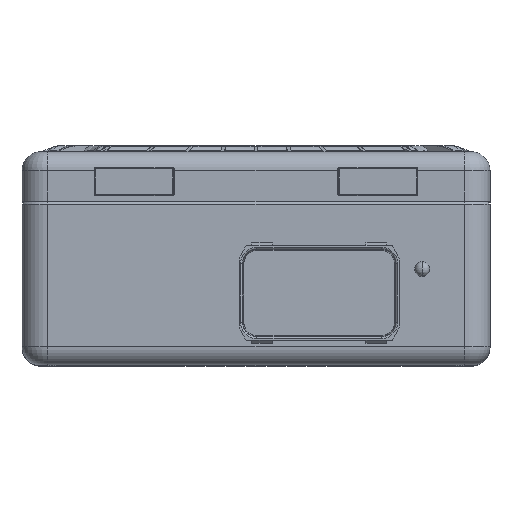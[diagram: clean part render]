
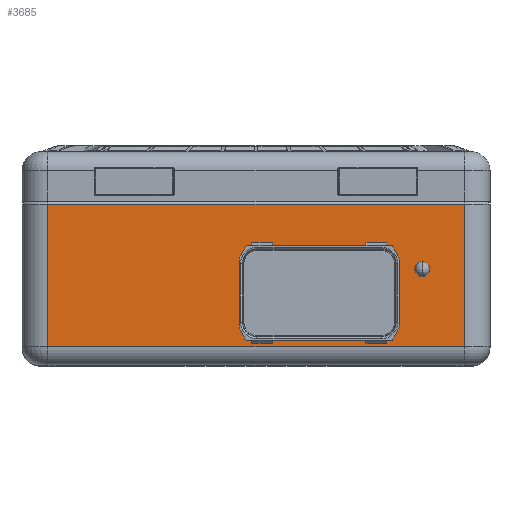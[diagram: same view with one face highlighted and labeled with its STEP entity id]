
A CAD part, top view. The second image highlights one B-rep face of the part: STEP entity #3685.
In plain terms, the highlighted planar face has unit normal (0, 0, 1).
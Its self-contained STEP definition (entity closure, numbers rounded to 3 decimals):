
#3542=AXIS2_PLACEMENT_3D('Plane Axis2P3D',#3539,#3540,#3541) ;
#3571=AXIS2_PLACEMENT_3D('Circle Axis2P3D',#3569,#3570,$) ;
#3580=AXIS2_PLACEMENT_3D('Circle Axis2P3D',#3578,#3579,$) ;
#3612=AXIS2_PLACEMENT_3D('Circle Axis2P3D',#3610,#3611,$) ;
#3626=AXIS2_PLACEMENT_3D('Circle Axis2P3D',#3624,#3625,$) ;
#3654=AXIS2_PLACEMENT_3D('Circle Axis2P3D',#3652,#3653,$) ;
#3668=AXIS2_PLACEMENT_3D('Circle Axis2P3D',#3666,#3667,$) ;
#1496=CARTESIAN_POINT('Line Origine',(94.5,18.39,100.)) ;
#1500=CARTESIAN_POINT('Vertex',(94.5,34.5,100.)) ;
#1502=CARTESIAN_POINT('Vertex',(94.5,4.,100.)) ;
#3539=CARTESIAN_POINT('Axis2P3D Location',(94.5,35.,100.)) ;
#3544=CARTESIAN_POINT('Line Origine',(5.5,19.25,100.)) ;
#3548=CARTESIAN_POINT('Vertex',(5.5,34.5,100.)) ;
#3550=CARTESIAN_POINT('Vertex',(5.5,4.,100.)) ;
#3553=CARTESIAN_POINT('Line Origine',(50.,4.,100.)) ;
#3558=CARTESIAN_POINT('Line Origine',(50.,34.5,100.)) ;
#3569=CARTESIAN_POINT('Axis2P3D Location',(85.5,20.6,100.)) ;
#3573=CARTESIAN_POINT('Vertex',(84.15,20.6,100.)) ;
#3575=CARTESIAN_POINT('Vertex',(86.85,20.6,100.)) ;
#3578=CARTESIAN_POINT('Axis2P3D Location',(85.5,20.6,100.)) ;
#3587=CARTESIAN_POINT('Line Origine',(47.284,24.533,100.)) ;
#3591=CARTESIAN_POINT('Vertex',(46.668,23.466,100.)) ;
#3593=CARTESIAN_POINT('Vertex',(47.9,25.6,100.)) ;
#3596=CARTESIAN_POINT('Line Origine',(63.5,25.6,100.)) ;
#3600=CARTESIAN_POINT('Vertex',(79.1,25.6,100.)) ;
#3603=CARTESIAN_POINT('Line Origine',(79.716,24.533,100.)) ;
#3607=CARTESIAN_POINT('Vertex',(80.332,23.466,100.)) ;
#3610=CARTESIAN_POINT('Axis2P3D Location',(78.6,22.466,100.)) ;
#3614=CARTESIAN_POINT('Vertex',(80.6,22.466,100.)) ;
#3617=CARTESIAN_POINT('Line Origine',(80.6,15.5,100.)) ;
#3621=CARTESIAN_POINT('Vertex',(80.6,8.534,100.)) ;
#3624=CARTESIAN_POINT('Axis2P3D Location',(78.6,8.534,100.)) ;
#3628=CARTESIAN_POINT('Vertex',(80.332,7.534,100.)) ;
#3631=CARTESIAN_POINT('Line Origine',(79.716,6.467,100.)) ;
#3635=CARTESIAN_POINT('Vertex',(79.1,5.4,100.)) ;
#3638=CARTESIAN_POINT('Line Origine',(63.5,5.4,100.)) ;
#3642=CARTESIAN_POINT('Vertex',(47.9,5.4,100.)) ;
#3645=CARTESIAN_POINT('Line Origine',(47.284,6.467,100.)) ;
#3649=CARTESIAN_POINT('Vertex',(46.668,7.534,100.)) ;
#3652=CARTESIAN_POINT('Axis2P3D Location',(48.4,8.534,100.)) ;
#3656=CARTESIAN_POINT('Vertex',(46.4,8.534,100.)) ;
#3659=CARTESIAN_POINT('Line Origine',(46.4,15.5,100.)) ;
#3663=CARTESIAN_POINT('Vertex',(46.4,22.466,100.)) ;
#3666=CARTESIAN_POINT('Axis2P3D Location',(48.4,22.466,100.)) ;
#1497=DIRECTION('Vector Direction',(0.,1.,0.)) ;
#3540=DIRECTION('Axis2P3D Direction',(0.,0.,1.)) ;
#3541=DIRECTION('Axis2P3D XDirection',(-1.,0.,0.)) ;
#3545=DIRECTION('Vector Direction',(0.,-1.,0.)) ;
#3554=DIRECTION('Vector Direction',(-1.,0.,0.)) ;
#3559=DIRECTION('Vector Direction',(-1.,0.,0.)) ;
#3570=DIRECTION('Axis2P3D Direction',(0.,0.,1.)) ;
#3579=DIRECTION('Axis2P3D Direction',(0.,0.,1.)) ;
#3588=DIRECTION('Vector Direction',(0.5,0.866,0.)) ;
#3597=DIRECTION('Vector Direction',(1.,0.,0.)) ;
#3604=DIRECTION('Vector Direction',(0.5,-0.866,0.)) ;
#3611=DIRECTION('Axis2P3D Direction',(0.,0.,1.)) ;
#3618=DIRECTION('Vector Direction',(0.,-1.,0.)) ;
#3625=DIRECTION('Axis2P3D Direction',(0.,0.,1.)) ;
#3632=DIRECTION('Vector Direction',(0.5,0.866,0.)) ;
#3639=DIRECTION('Vector Direction',(1.,0.,0.)) ;
#3646=DIRECTION('Vector Direction',(0.5,-0.866,0.)) ;
#3653=DIRECTION('Axis2P3D Direction',(0.,0.,1.)) ;
#3660=DIRECTION('Vector Direction',(0.,-1.,0.)) ;
#3667=DIRECTION('Axis2P3D Direction',(0.,0.,1.)) ;
#1498=VECTOR('Line Direction',#1497,1.) ;
#3546=VECTOR('Line Direction',#3545,1.) ;
#3555=VECTOR('Line Direction',#3554,1.) ;
#3560=VECTOR('Line Direction',#3559,1.) ;
#3589=VECTOR('Line Direction',#3588,1.) ;
#3598=VECTOR('Line Direction',#3597,1.) ;
#3605=VECTOR('Line Direction',#3604,1.) ;
#3619=VECTOR('Line Direction',#3618,1.) ;
#3633=VECTOR('Line Direction',#3632,1.) ;
#3640=VECTOR('Line Direction',#3639,1.) ;
#3647=VECTOR('Line Direction',#3646,1.) ;
#3661=VECTOR('Line Direction',#3660,1.) ;
#3564=ORIENTED_EDGE('',*,*,#3552,.T.) ;
#3565=ORIENTED_EDGE('',*,*,#3557,.T.) ;
#3566=ORIENTED_EDGE('',*,*,#1504,.F.) ;
#3567=ORIENTED_EDGE('',*,*,#3562,.F.) ;
#3584=ORIENTED_EDGE('',*,*,#3577,.F.) ;
#3585=ORIENTED_EDGE('',*,*,#3582,.F.) ;
#3672=ORIENTED_EDGE('',*,*,#3595,.T.) ;
#3673=ORIENTED_EDGE('',*,*,#3602,.T.) ;
#3674=ORIENTED_EDGE('',*,*,#3609,.T.) ;
#3675=ORIENTED_EDGE('',*,*,#3616,.F.) ;
#3676=ORIENTED_EDGE('',*,*,#3623,.T.) ;
#3677=ORIENTED_EDGE('',*,*,#3630,.F.) ;
#3678=ORIENTED_EDGE('',*,*,#3637,.F.) ;
#3679=ORIENTED_EDGE('',*,*,#3644,.F.) ;
#3680=ORIENTED_EDGE('',*,*,#3651,.F.) ;
#3681=ORIENTED_EDGE('',*,*,#3658,.F.) ;
#3682=ORIENTED_EDGE('',*,*,#3665,.F.) ;
#3683=ORIENTED_EDGE('',*,*,#3670,.F.) ;
#3586=FACE_BOUND('',#3583,.T.) ;
#3684=FACE_BOUND('',#3671,.T.) ;
#3685=ADVANCED_FACE('IE-CL240W-PP-REMOTE.1\\IE WCL BG GHUT .1\\GHUT WCL.1\\Hauptkoerper',(#3568,#3586,#3684),#3543,.T.) ;
#3572=CIRCLE('generated circle',#3571,1.35) ;
#3581=CIRCLE('generated circle',#3580,1.35) ;
#3613=CIRCLE('generated circle',#3612,2.) ;
#3627=CIRCLE('generated circle',#3626,2.) ;
#3655=CIRCLE('generated circle',#3654,2.) ;
#3669=CIRCLE('generated circle',#3668,2.) ;
#1504=EDGE_CURVE('',#1501,#1503,#1499,.F.) ;
#3552=EDGE_CURVE('',#3549,#3551,#3547,.T.) ;
#3557=EDGE_CURVE('',#3551,#1503,#3556,.F.) ;
#3562=EDGE_CURVE('',#3549,#1501,#3561,.F.) ;
#3577=EDGE_CURVE('',#3574,#3576,#3572,.T.) ;
#3582=EDGE_CURVE('',#3576,#3574,#3581,.T.) ;
#3595=EDGE_CURVE('',#3592,#3594,#3590,.T.) ;
#3602=EDGE_CURVE('',#3594,#3601,#3599,.T.) ;
#3609=EDGE_CURVE('',#3601,#3608,#3606,.T.) ;
#3616=EDGE_CURVE('',#3615,#3608,#3613,.T.) ;
#3623=EDGE_CURVE('',#3615,#3622,#3620,.T.) ;
#3630=EDGE_CURVE('',#3629,#3622,#3627,.T.) ;
#3637=EDGE_CURVE('',#3636,#3629,#3634,.T.) ;
#3644=EDGE_CURVE('',#3643,#3636,#3641,.T.) ;
#3651=EDGE_CURVE('',#3650,#3643,#3648,.T.) ;
#3658=EDGE_CURVE('',#3657,#3650,#3655,.T.) ;
#3665=EDGE_CURVE('',#3664,#3657,#3662,.T.) ;
#3670=EDGE_CURVE('',#3592,#3664,#3669,.T.) ;
#3563=EDGE_LOOP('',(#3564,#3565,#3566,#3567)) ;
#3583=EDGE_LOOP('',(#3584,#3585)) ;
#3671=EDGE_LOOP('',(#3672,#3673,#3674,#3675,#3676,#3677,#3678,#3679,#3680,#3681,#3682,#3683)) ;
#3568=FACE_OUTER_BOUND('',#3563,.T.) ;
#1499=LINE('Line',#1496,#1498) ;
#3547=LINE('Line',#3544,#3546) ;
#3556=LINE('Line',#3553,#3555) ;
#3561=LINE('Line',#3558,#3560) ;
#3590=LINE('Line',#3587,#3589) ;
#3599=LINE('Line',#3596,#3598) ;
#3606=LINE('Line',#3603,#3605) ;
#3620=LINE('Line',#3617,#3619) ;
#3634=LINE('Line',#3631,#3633) ;
#3641=LINE('Line',#3638,#3640) ;
#3648=LINE('Line',#3645,#3647) ;
#3662=LINE('Line',#3659,#3661) ;
#3543=PLANE('',#3542) ;
#1501=VERTEX_POINT('',#1500) ;
#1503=VERTEX_POINT('',#1502) ;
#3549=VERTEX_POINT('',#3548) ;
#3551=VERTEX_POINT('',#3550) ;
#3574=VERTEX_POINT('',#3573) ;
#3576=VERTEX_POINT('',#3575) ;
#3592=VERTEX_POINT('',#3591) ;
#3594=VERTEX_POINT('',#3593) ;
#3601=VERTEX_POINT('',#3600) ;
#3608=VERTEX_POINT('',#3607) ;
#3615=VERTEX_POINT('',#3614) ;
#3622=VERTEX_POINT('',#3621) ;
#3629=VERTEX_POINT('',#3628) ;
#3636=VERTEX_POINT('',#3635) ;
#3643=VERTEX_POINT('',#3642) ;
#3650=VERTEX_POINT('',#3649) ;
#3657=VERTEX_POINT('',#3656) ;
#3664=VERTEX_POINT('',#3663) ;
